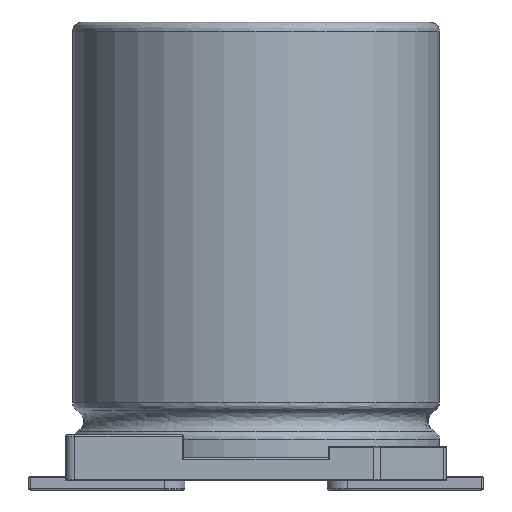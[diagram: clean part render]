
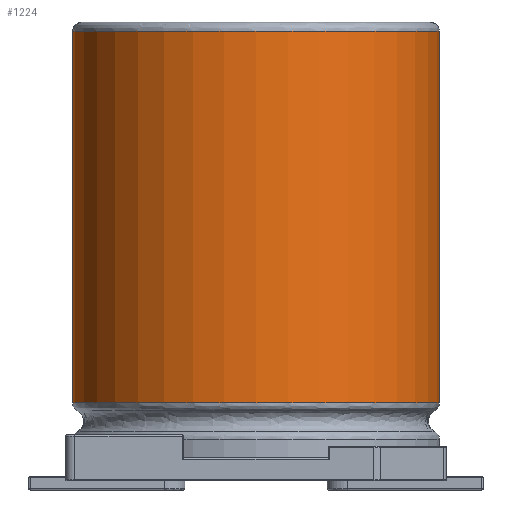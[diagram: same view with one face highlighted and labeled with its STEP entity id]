
A CAD part, front view. The second image highlights one B-rep face of the part: STEP entity #1224.
In plain terms, the highlighted cylindrical face has radius 4 mm (diameter 8 mm), a partial arc.
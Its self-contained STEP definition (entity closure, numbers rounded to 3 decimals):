
#1124 = EDGE_CURVE ( 'NONE', #7408, #7407, #12338, .T. ) ;
#1127 = ORIENTED_EDGE ( 'NONE', *, *, #7387, .F. ) ;
#1128 = EDGE_LOOP ( 'NONE', ( #1127, #1223, #1227, #1131 ) ) ;
#1131 = ORIENTED_EDGE ( 'NONE', *, *, #1124, .T. ) ;
#1223 = ORIENTED_EDGE ( 'NONE', *, *, #7459, .T. ) ;
#1224 = ADVANCED_FACE ( 'NONE', ( #12516 ), #12517, .T. ) ;
#1227 = ORIENTED_EDGE ( 'NONE', *, *, #7388, .T. ) ;
#2682 = CARTESIAN_POINT ( 'NONE',  ( -4., 0., 10. ) ) ;
#2711 = CARTESIAN_POINT ( 'NONE',  ( 4., 0., 10. ) ) ;
#2785 = CARTESIAN_POINT ( 'NONE',  ( -4., 0., 0.7 ) ) ;
#2786 = LINE ( 'NONE', #2785, #2836 ) ;
#2829 = DIRECTION ( 'NONE',  ( 0., 0., 1. ) ) ;
#2830 = VECTOR ( 'NONE', #2829, 1000. ) ;
#2831 = CARTESIAN_POINT ( 'NONE',  ( 4., 0., 0.7 ) ) ;
#2835 = DIRECTION ( 'NONE',  ( 0., 0., 1. ) ) ;
#2836 = VECTOR ( 'NONE', #2835, 1000. ) ;
#2838 = LINE ( 'NONE', #2831, #2830 ) ;
#2994 = CIRCLE ( 'NONE', #3001, 4. ) ;
#3001 = AXIS2_PLACEMENT_3D ( 'NONE', #3007, #3017, #3016 ) ;
#3007 = CARTESIAN_POINT ( 'NONE',  ( 0., 0., 1.903 ) ) ;
#3016 = DIRECTION ( 'NONE',  ( 1., 0., 0. ) ) ;
#3017 = DIRECTION ( 'NONE',  ( 0., 0., 1. ) ) ;
#3113 = CARTESIAN_POINT ( 'NONE',  ( 4., 0., 1.903 ) ) ;
#3119 = CARTESIAN_POINT ( 'NONE',  ( -4., 0., 1.903 ) ) ;
#7387 = EDGE_CURVE ( 'NONE', #7487, #7407, #2786, .T. ) ;
#7388 = EDGE_CURVE ( 'NONE', #7488, #7408, #2838, .T. ) ;
#7407 = VERTEX_POINT ( 'NONE', #2682 ) ;
#7408 = VERTEX_POINT ( 'NONE', #2711 ) ;
#7459 = EDGE_CURVE ( 'NONE', #7487, #7488, #2994, .T. ) ;
#7487 = VERTEX_POINT ( 'NONE', #3119 ) ;
#7488 = VERTEX_POINT ( 'NONE', #3113 ) ;
#12191 = CARTESIAN_POINT ( 'NONE',  ( 0., 0., 10. ) ) ;
#12207 = DIRECTION ( 'NONE',  ( 0., 0., -1. ) ) ;
#12334 = DIRECTION ( 'NONE',  ( 1., 0., 0. ) ) ;
#12335 = AXIS2_PLACEMENT_3D ( 'NONE', #12191, #12207, #12334 ) ;
#12338 = CIRCLE ( 'NONE', #12335, 4. ) ;
#12421 = CARTESIAN_POINT ( 'NONE',  ( 0., 0., 0.7 ) ) ;
#12429 = AXIS2_PLACEMENT_3D ( 'NONE', #12421, #12562, #12563 ) ;
#12516 = FACE_OUTER_BOUND ( 'NONE', #1128, .T. ) ;
#12517 = CYLINDRICAL_SURFACE ( 'NONE', #12429, 4. ) ;
#12562 = DIRECTION ( 'NONE',  ( 0., 0., 1. ) ) ;
#12563 = DIRECTION ( 'NONE',  ( 1., 0., 0. ) ) ;
